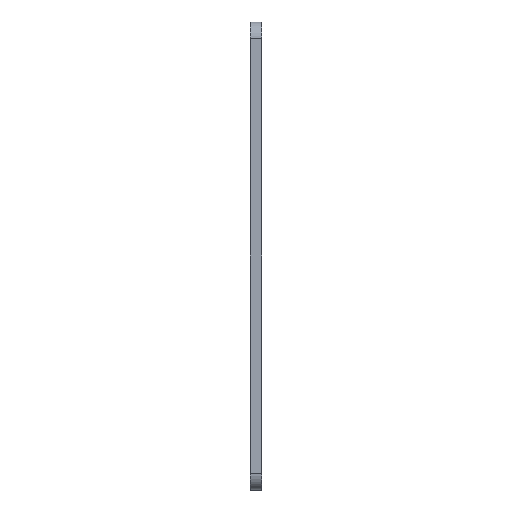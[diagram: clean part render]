
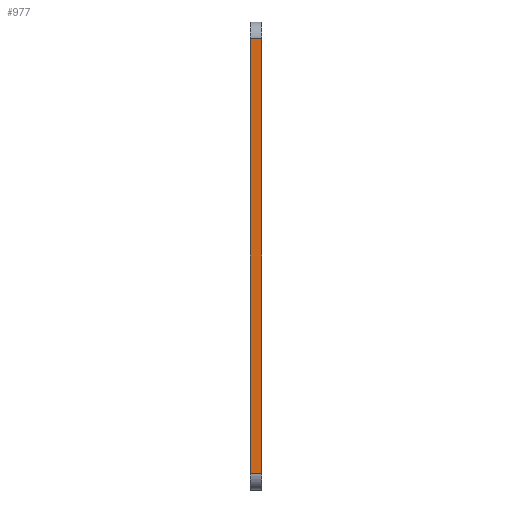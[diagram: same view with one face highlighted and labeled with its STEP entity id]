
A CAD part, left-side view. The second image highlights one B-rep face of the part: STEP entity #977.
In plain terms, the highlighted planar face has unit normal (-1, 0, 0).
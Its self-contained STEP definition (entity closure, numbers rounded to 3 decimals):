
#24=DIRECTION('',(0.,0.,1.));
#25=VECTOR('',#24,155.);
#26=CARTESIAN_POINT('',(-110.,0.,-77.5));
#27=LINE('',#26,#25);
#213=DIRECTION('',(0.,-1.,0.));
#214=VECTOR('',#213,4.);
#215=CARTESIAN_POINT('',(-110.,4.,77.5));
#216=LINE('',#215,#214);
#217=DIRECTION('',(0.,-1.,0.));
#218=VECTOR('',#217,4.);
#219=CARTESIAN_POINT('',(-110.,4.,-77.5));
#220=LINE('',#219,#218);
#251=DIRECTION('',(0.,0.,1.));
#252=VECTOR('',#251,155.);
#253=CARTESIAN_POINT('',(-110.,4.,-77.5));
#254=LINE('',#253,#252);
#610=CARTESIAN_POINT('',(-110.,0.,77.5));
#612=VERTEX_POINT('',#610);
#613=CARTESIAN_POINT('',(-110.,4.,77.5));
#614=VERTEX_POINT('',#613);
#617=CARTESIAN_POINT('',(-110.,0.,-77.5));
#619=VERTEX_POINT('',#617);
#623=CARTESIAN_POINT('',(-110.,4.,-77.5));
#624=VERTEX_POINT('',#623);
#964=CARTESIAN_POINT('',(-110.,0.,-83.5));
#965=DIRECTION('',(-1.,0.,0.));
#966=DIRECTION('',(0.,0.,1.));
#967=AXIS2_PLACEMENT_3D('',#964,#965,#966);
#968=PLANE('',#967);
#969=ORIENTED_EDGE('',*,*,#956,.T.);
#970=ORIENTED_EDGE('',*,*,#808,.F.);
#972=ORIENTED_EDGE('',*,*,#971,.F.);
#974=ORIENTED_EDGE('',*,*,#973,.T.);
#975=EDGE_LOOP('',(#969,#970,#972,#974));
#976=FACE_OUTER_BOUND('',#975,.F.);
#977=ADVANCED_FACE('',(#976),#968,.T.);
#808=EDGE_CURVE('',#619,#612,#27,.T.);
#956=EDGE_CURVE('',#614,#612,#216,.T.);
#971=EDGE_CURVE('',#624,#619,#220,.T.);
#973=EDGE_CURVE('',#624,#614,#254,.T.);
